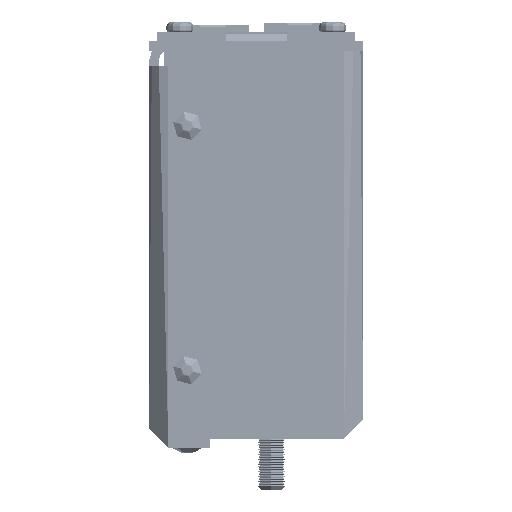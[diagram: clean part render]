
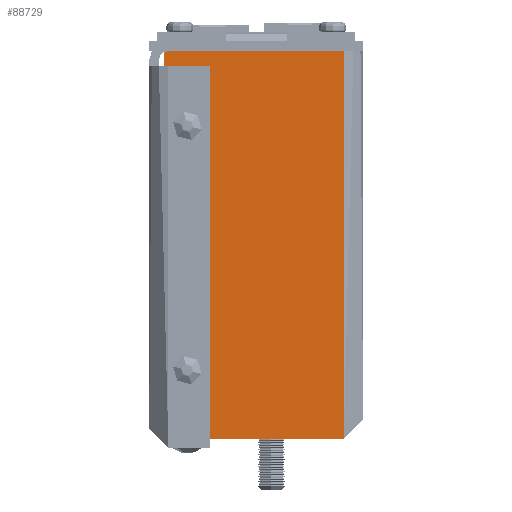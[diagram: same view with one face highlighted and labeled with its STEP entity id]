
A CAD part, left-side view. The second image highlights one B-rep face of the part: STEP entity #88729.
In plain terms, the highlighted planar face has unit normal (-1, 0, 0).
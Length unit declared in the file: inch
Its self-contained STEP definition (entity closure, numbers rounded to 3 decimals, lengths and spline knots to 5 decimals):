
#4591 = CARTESIAN_POINT ( 'NONE',  ( -8.4835, 1.625, 1.5855 ) ) ;
#4768 = CARTESIAN_POINT ( 'NONE',  ( -8.4835, 1.625, -1.5855 ) ) ;
#8485 = DIRECTION ( 'NONE',  ( 0., -1., 0. ) ) ;
#9363 = VECTOR ( 'NONE', #66746, 39.37008 ) ;
#9856 = CARTESIAN_POINT ( 'NONE',  ( -8.4835, 0.15748, -1.5855 ) ) ;
#11449 = CARTESIAN_POINT ( 'NONE',  ( -8.4835, 1.625, 1.5855 ) ) ;
#11811 = EDGE_CURVE ( 'NONE', #65649, #29515, #85897, .T. ) ;
#13018 = EDGE_CURVE ( 'NONE', #78538, #75893, #24469, .T. ) ;
#13345 = EDGE_LOOP ( 'NONE', ( #19868, #109849 ) ) ;
#13687 = DIRECTION ( 'NONE',  ( 0., 1., 0. ) ) ;
#13718 = CARTESIAN_POINT ( 'NONE',  ( -8.4835, 1.625, -1.5855 ) ) ;
#16871 = DIRECTION ( 'NONE',  ( 0., -1., 0. ) ) ;
#16942 = CARTESIAN_POINT ( 'NONE',  ( -8.4835, 1.5, 0.974 ) ) ;
#18801 = AXIS2_PLACEMENT_3D ( 'NONE', #55623, #62823, #8485 ) ;
#19868 = ORIENTED_EDGE ( 'NONE', *, *, #81762, .F. ) ;
#20443 = CARTESIAN_POINT ( 'NONE',  ( -8.4835, 1.4375, -1.026 ) ) ;
#20833 = DIRECTION ( 'NONE',  ( 0., -1., 0. ) ) ;
#22437 = DIRECTION ( 'NONE',  ( -1., 0., 0. ) ) ;
#24469 = LINE ( 'NONE', #4591, #51432 ) ;
#24688 = CARTESIAN_POINT ( 'NONE',  ( -8.4835, 1.625, -1.5855 ) ) ;
#24727 = CIRCLE ( 'NONE', #78245, 0.0625 ) ;
#25176 = ORIENTED_EDGE ( 'NONE', *, *, #61166, .F. ) ;
#25728 = ORIENTED_EDGE ( 'NONE', *, *, #11811, .F. ) ;
#28008 = VERTEX_POINT ( 'NONE', #97368 ) ;
#28103 = ORIENTED_EDGE ( 'NONE', *, *, #13018, .T. ) ;
#29515 = VERTEX_POINT ( 'NONE', #4768 ) ;
#32376 = CARTESIAN_POINT ( 'NONE',  ( -8.4835, 1.375, -1.026 ) ) ;
#33127 = PLANE ( 'NONE',  #83860 ) ;
#33422 = CARTESIAN_POINT ( 'NONE',  ( -8.4835, 0.15748, 1.5855 ) ) ;
#34216 = EDGE_CURVE ( 'NONE', #71740, #110357, #79864, .T. ) ;
#35821 = AXIS2_PLACEMENT_3D ( 'NONE', #20443, #93412, #20833 ) ;
#36655 = EDGE_CURVE ( 'NONE', #75893, #29515, #107306, .T. ) ;
#39524 = DIRECTION ( 'NONE',  ( 0., -1., 0. ) ) ;
#40945 = CARTESIAN_POINT ( 'NONE',  ( -8.4835, 0.15748, -1.5855 ) ) ;
#46317 = VECTOR ( 'NONE', #117425, 39.37008 ) ;
#46371 = EDGE_CURVE ( 'NONE', #28008, #66044, #104015, .T. ) ;
#51432 = VECTOR ( 'NONE', #13687, 39.37008 ) ;
#52023 = FACE_OUTER_BOUND ( 'NONE', #68965, .T. ) ;
#52972 = CARTESIAN_POINT ( 'NONE',  ( -8.4835, 1.375, 0.974 ) ) ;
#53341 = DIRECTION ( 'NONE',  ( -1., 0., 0. ) ) ;
#55623 = CARTESIAN_POINT ( 'NONE',  ( -8.4835, 1.4375, 0.974 ) ) ;
#56367 = ORIENTED_EDGE ( 'NONE', *, *, #68632, .F. ) ;
#59830 = AXIS2_PLACEMENT_3D ( 'NONE', #99745, #53341, #16871 ) ;
#61166 = EDGE_CURVE ( 'NONE', #78538, #65649, #114358, .T. ) ;
#62823 = DIRECTION ( 'NONE',  ( -1., 0., 0. ) ) ;
#65649 = VERTEX_POINT ( 'NONE', #9856 ) ;
#66044 = VERTEX_POINT ( 'NONE', #32376 ) ;
#66746 = DIRECTION ( 'NONE',  ( 0., 1., 0. ) ) ;
#68632 = EDGE_CURVE ( 'NONE', #110357, #71740, #24727, .T. ) ;
#68965 = EDGE_LOOP ( 'NONE', ( #108710, #25728, #25176, #28103 ) ) ;
#71740 = VERTEX_POINT ( 'NONE', #52972 ) ;
#74754 = VECTOR ( 'NONE', #88490, 39.37008 ) ;
#75893 = VERTEX_POINT ( 'NONE', #11449 ) ;
#78245 = AXIS2_PLACEMENT_3D ( 'NONE', #94201, #22437, #39524 ) ;
#78538 = VERTEX_POINT ( 'NONE', #33422 ) ;
#79864 = CIRCLE ( 'NONE', #18801, 0.0625 ) ;
#81762 = EDGE_CURVE ( 'NONE', #66044, #28008, #90301, .T. ) ;
#83860 = AXIS2_PLACEMENT_3D ( 'NONE', #13718, #113912, #114303 ) ;
#85897 = LINE ( 'NONE', #40945, #9363 ) ;
#88490 = DIRECTION ( 'NONE',  ( 0., 0., -1. ) ) ;
#88729 = ADVANCED_FACE ( 'NONE', ( #93278, #91763, #52023 ), #33127, .F. ) ;
#89374 = EDGE_LOOP ( 'NONE', ( #99646, #56367 ) ) ;
#90301 = CIRCLE ( 'NONE', #59830, 0.0625 ) ;
#91302 = CARTESIAN_POINT ( 'NONE',  ( -8.4835, 0.15748, -1.5855 ) ) ;
#91763 = FACE_BOUND ( 'NONE', #13345, .T. ) ;
#93278 = FACE_BOUND ( 'NONE', #89374, .T. ) ;
#93412 = DIRECTION ( 'NONE',  ( -1., 0., 0. ) ) ;
#94201 = CARTESIAN_POINT ( 'NONE',  ( -8.4835, 1.4375, 0.974 ) ) ;
#97368 = CARTESIAN_POINT ( 'NONE',  ( -8.4835, 1.5, -1.026 ) ) ;
#99646 = ORIENTED_EDGE ( 'NONE', *, *, #34216, .F. ) ;
#99745 = CARTESIAN_POINT ( 'NONE',  ( -8.4835, 1.4375, -1.026 ) ) ;
#104015 = CIRCLE ( 'NONE', #35821, 0.0625 ) ;
#107306 = LINE ( 'NONE', #24688, #74754 ) ;
#108710 = ORIENTED_EDGE ( 'NONE', *, *, #36655, .T. ) ;
#109849 = ORIENTED_EDGE ( 'NONE', *, *, #46371, .F. ) ;
#110357 = VERTEX_POINT ( 'NONE', #16942 ) ;
#113912 = DIRECTION ( 'NONE',  ( 1., 0., 0. ) ) ;
#114303 = DIRECTION ( 'NONE',  ( 0., 1., 0. ) ) ;
#114358 = LINE ( 'NONE', #91302, #46317 ) ;
#117425 = DIRECTION ( 'NONE',  ( 0., 0., -1. ) ) ;
